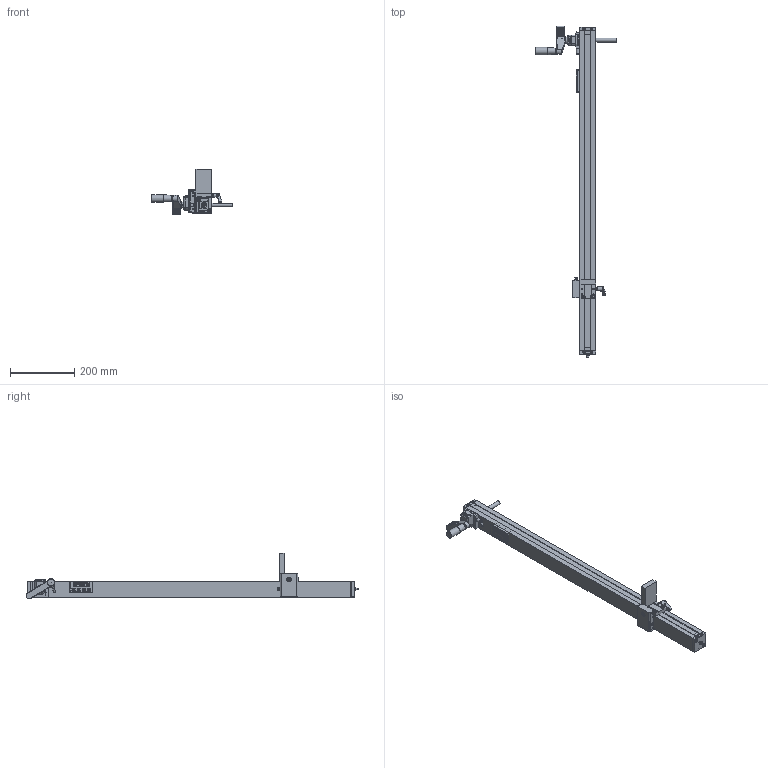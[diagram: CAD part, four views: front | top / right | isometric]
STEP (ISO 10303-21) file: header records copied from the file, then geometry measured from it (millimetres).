
FILE_DESCRIPTION(/* description */ ('Unknown'),/* implementation_level */ '2;1');
FILE_NAME(/* name */ 'A-0000212-Zahnriemenachse-50-Anschlag-dy',/* time_stamp */ '2020-05-25T09:58:41+02:00',/* author */ ('Unknown'),/* organization */ ('Unknown'),/* preprocessor_version */ 'ST-DEVELOPER v16.7',/* originating_system */ 'Solid Edge',/* authorisation */ 'Unknown');
FILE_SCHEMA (('AUTOMOTIVE_DESIGN {1 0 10303 214 3 1 1}'));
Products named in the file (13): A-0000212-Zahnriemenachse-50-Anschlag-dy; Zahnriemenantrieb50-1Schlitten-MB-dy; Profil-50-Zahnriemenantrieb-01-dy; A-0000107-Umlenkung50-HTD5-Z16-dy; Zahnriemen-01-HTD5MxB15; A-0000007-Antrieb-Zahnriemen-dy; A-0000150-Schlitten50-Zahnriemen-dy; A-0000098-Deckel50-geschraubt-dy; A-0000126-Wellenklemmung50-dy; A-0000096-Siko-Kurbel-dy; Anschlag-ZV-2; Digitalanzeige_MA504_EG_L-Anzeige; A-0000205-Schlittenklemmung-dy
Assembly tree (12 placements, depth 3):
  A-0000212-Zahnriemenachse-50-Anschlag-dy
    Zahnriemenantrieb50-1Schlitten-MB-dy
      Profil-50-Zahnriemenantrieb-01-dy
      A-0000107-Umlenkung50-HTD5-Z16-dy
      Zahnriemen-01-HTD5MxB15
      A-0000007-Antrieb-Zahnriemen-dy
      A-0000150-Schlitten50-Zahnriemen-dy
      A-0000098-Deckel50-geschraubt-dy
    A-0000126-Wellenklemmung50-dy
    A-0000096-Siko-Kurbel-dy
    Anschlag-ZV-2
    Digitalanzeige_MA504_EG_L-Anzeige
    A-0000205-Schlittenklemmung-dy
Bounding box: 255.34 x 1036.23 x 142.69 mm (x, y, z)
Volume: 1850646 mm3; surface area: 618826 mm2
Topology: 32 solids, 38 shells, 3597 faces, 9130 edges, 5922 vertices
Faces by surface type: plane 2485, cylinder 832, cone 173, torus 48, bspline 46, sphere 13
Full cylindrical faces by diameter (mm): 0.8 x1, 1.1 x1, 1.5 x2, 1.8 x8, 2 x1, 2.459 x6, 2.997 x1, 3 x4, 3.197 x2, 3.2 x6, 4 x10, 4.1 x8, 4.134 x5, 4.5 x2, 4.917 x40, 4.995 x3, 5 x13, 5.2 x8, 5.295 x2, 5.3 x2, 5.4 x1, 5.495 x2, 5.5 x9, 5.65 x1, 5.794 x2, 5.8 x2, 5.994 x4, 6 x3, 6.194 x1, 6.2 x1
Entity records: 125215 total; most frequent: CARTESIAN_POINT 22221, DIRECTION 17212, ORIENTED_EDGE 17194, EDGE_CURVE 8597, LINE 6254, VECTOR 6254, VERTEX_POINT 5772, AXIS2_PLACEMENT_3D 5479
